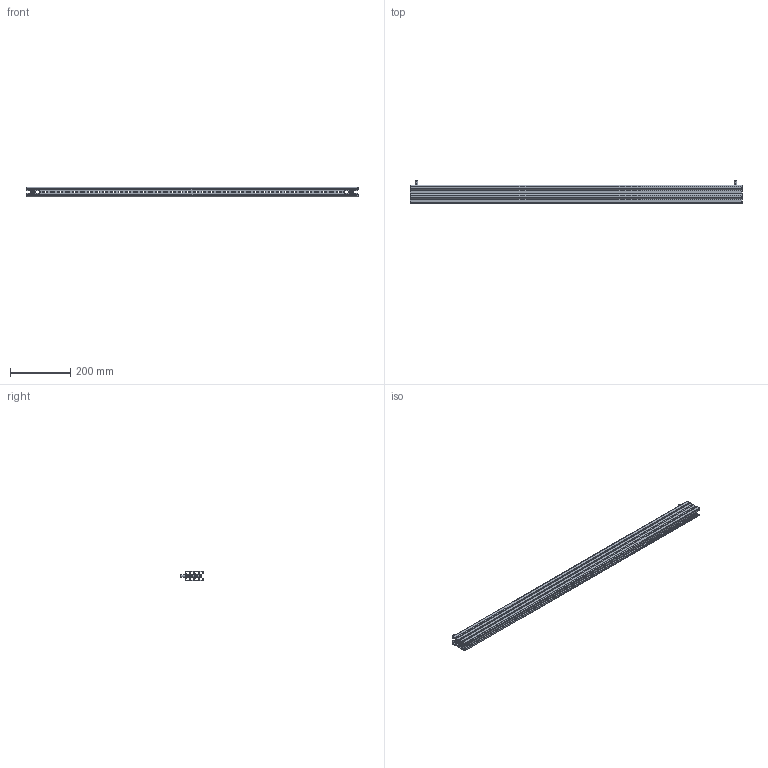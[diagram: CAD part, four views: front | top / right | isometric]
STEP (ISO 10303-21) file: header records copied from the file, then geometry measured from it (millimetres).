
FILE_DESCRIPTION (( 'STEP AP203' ), '1' );
FILE_NAME ('UR151053000120 Êîìïëåêò Ñ-îáðàçíûõ øèí 30.15 RS52 00.120 íà ÌÏ (ÎÖ) (000.801.680-04).STEP', '2022-04-18T11:02:13', ( '' ), ( '' ), 'SwSTEP 2.0', 'SolidWorks 2017', '' );
FILE_SCHEMA (( 'CONFIG_CONTROL_DESIGN' ));
Length unit declared in the file: millimetre
Products named in the file (5): 嵑殧趌11371_8; 嵑殧趌6402_8; 025-315 Ïëàíêà Ñ-îáðàçíàÿ 30.15 (700)_04(1155); UR151053000120 Êîìïëåêò Ñ-îáðàçíûõ øèí 30.15 RS52 00.120 íà ÌÏ (ÎÖ) (000.801.680-04); Âèíò DIN 7984 TORX_Œ8å20
Assembly tree (28 placements, depth 2):
  UR151053000120 Êîìïëåêò Ñ-îáðàçíûõ øèí 30.15 RS52 00.120 íà ÌÏ (ÎÖ) (000.801.680-04)
    025-315 Ïëàíêà Ñ-îáðàçíàÿ 30.15 (700)_04(1155)  x4
    嵑殧趌11371_8  x8
    嵑殧趌6402_8  x8
    Âèíò DIN 7984 TORX_Œ8å20  x8
Bounding box: 1100 x 75 x 30.2 mm (x, y, z)
Volume: 420989 mm3; surface area: 577697.2 mm2
Topology: 28 solids, 28 shells, 1468 faces, 4012 edges, 2616 vertices
Faces by surface type: cylinder 748, plane 672, torus 32, cone 16
Entity records: 11661 total; most frequent: DIRECTION 1908, CARTESIAN_POINT 1801, ORIENTED_EDGE 1760, EDGE_CURVE 880, AXIS2_PLACEMENT_3D 681, VERTEX_POINT 574, VECTOR 546, LINE 546
